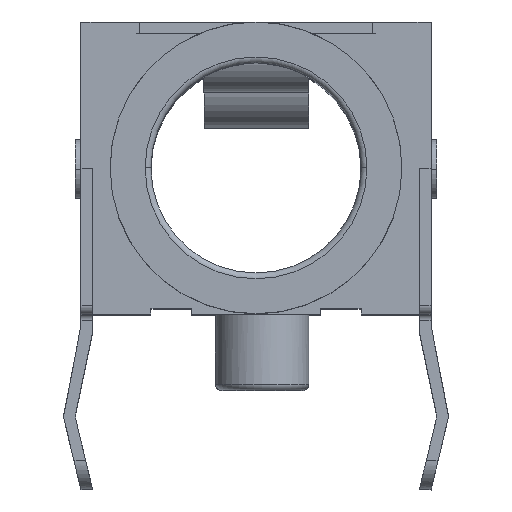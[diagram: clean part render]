
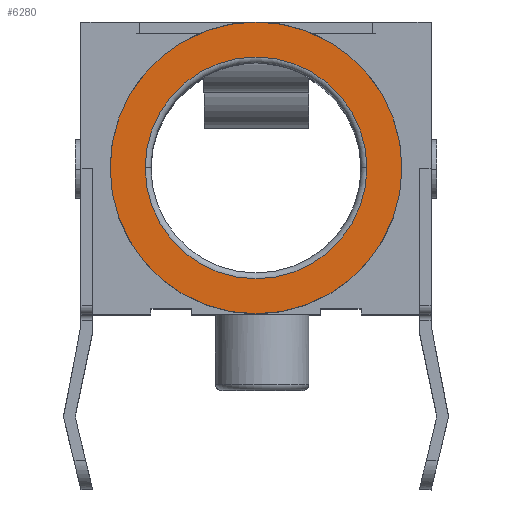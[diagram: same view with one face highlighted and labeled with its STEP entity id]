
A CAD part, top view. The second image highlights one B-rep face of the part: STEP entity #6280.
In plain terms, the highlighted planar face has unit normal (0, 0, 1).
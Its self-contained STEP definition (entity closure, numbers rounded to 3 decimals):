
#482 = CARTESIAN_POINT ( 'NONE',  ( -1.88, 0.014, 2.5 ) ) ;
#529 = DIRECTION ( 'NONE',  ( 1., 0., 0. ) ) ;
#1240 = AXIS2_PLACEMENT_3D ( 'NONE', #13237, #8691, #12097 ) ;
#1327 = EDGE_CURVE ( 'NONE', #4096, #3224, #13140, .T. ) ;
#1665 = PLANE ( 'NONE',  #8018 ) ;
#1703 = ORIENTED_EDGE ( 'NONE', *, *, #13450, .T. ) ;
#1886 = DIRECTION ( 'NONE',  ( 1., 0., 0. ) ) ;
#2188 = CIRCLE ( 'NONE', #1240, 2.5 ) ;
#3224 = VERTEX_POINT ( 'NONE', #6714 ) ;
#3356 = VERTEX_POINT ( 'NONE', #13182 ) ;
#3660 = EDGE_LOOP ( 'NONE', ( #6976, #1703 ) ) ;
#4096 = VERTEX_POINT ( 'NONE', #482 ) ;
#5082 = CIRCLE ( 'NONE', #8546, 2.5 ) ;
#5325 = DIRECTION ( 'NONE',  ( 0., 0., -1. ) ) ;
#6280 = ADVANCED_FACE ( 'NONE', ( #7788, #8487 ), #1665, .T. ) ;
#6333 = ORIENTED_EDGE ( 'NONE', *, *, #8479, .T. ) ;
#6714 = CARTESIAN_POINT ( 'NONE',  ( 1.92, 0.014, 2.5 ) ) ;
#6976 = ORIENTED_EDGE ( 'NONE', *, *, #10325, .T. ) ;
#7571 = CARTESIAN_POINT ( 'NONE',  ( 0.02, 0.014, 2.5 ) ) ;
#7749 = CARTESIAN_POINT ( 'NONE',  ( -2.48, 0.014, 2.5 ) ) ;
#7788 = FACE_BOUND ( 'NONE', #13780, .T. ) ;
#7971 = ORIENTED_EDGE ( 'NONE', *, *, #1327, .T. ) ;
#8018 = AXIS2_PLACEMENT_3D ( 'NONE', #10435, #12682, #529 ) ;
#8078 = VERTEX_POINT ( 'NONE', #7749 ) ;
#8333 = CARTESIAN_POINT ( 'NONE',  ( 0.02, 0.014, 2.5 ) ) ;
#8479 = EDGE_CURVE ( 'NONE', #3224, #4096, #11052, .T. ) ;
#8487 = FACE_OUTER_BOUND ( 'NONE', #3660, .T. ) ;
#8546 = AXIS2_PLACEMENT_3D ( 'NONE', #9345, #12672, #13810 ) ;
#8691 = DIRECTION ( 'NONE',  ( 0., 0., 1. ) ) ;
#8806 = AXIS2_PLACEMENT_3D ( 'NONE', #8333, #12900, #1886 ) ;
#9345 = CARTESIAN_POINT ( 'NONE',  ( 0.02, 0.014, 2.5 ) ) ;
#10325 = EDGE_CURVE ( 'NONE', #8078, #3356, #5082, .T. ) ;
#10435 = CARTESIAN_POINT ( 'NONE',  ( 0.02, 0.014, 2.5 ) ) ;
#11052 = CIRCLE ( 'NONE', #12680, 1.9 ) ;
#12097 = DIRECTION ( 'NONE',  ( 1., 0., 0. ) ) ;
#12672 = DIRECTION ( 'NONE',  ( 0., 0., 1. ) ) ;
#12680 = AXIS2_PLACEMENT_3D ( 'NONE', #7571, #5325, #13158 ) ;
#12682 = DIRECTION ( 'NONE',  ( 0., 0., 1. ) ) ;
#12900 = DIRECTION ( 'NONE',  ( 0., 0., -1. ) ) ;
#13140 = CIRCLE ( 'NONE', #8806, 1.9 ) ;
#13158 = DIRECTION ( 'NONE',  ( 1., 0., 0. ) ) ;
#13182 = CARTESIAN_POINT ( 'NONE',  ( 2.52, 0.014, 2.5 ) ) ;
#13237 = CARTESIAN_POINT ( 'NONE',  ( 0.02, 0.014, 2.5 ) ) ;
#13450 = EDGE_CURVE ( 'NONE', #3356, #8078, #2188, .T. ) ;
#13780 = EDGE_LOOP ( 'NONE', ( #6333, #7971 ) ) ;
#13810 = DIRECTION ( 'NONE',  ( 1., 0., 0. ) ) ;
